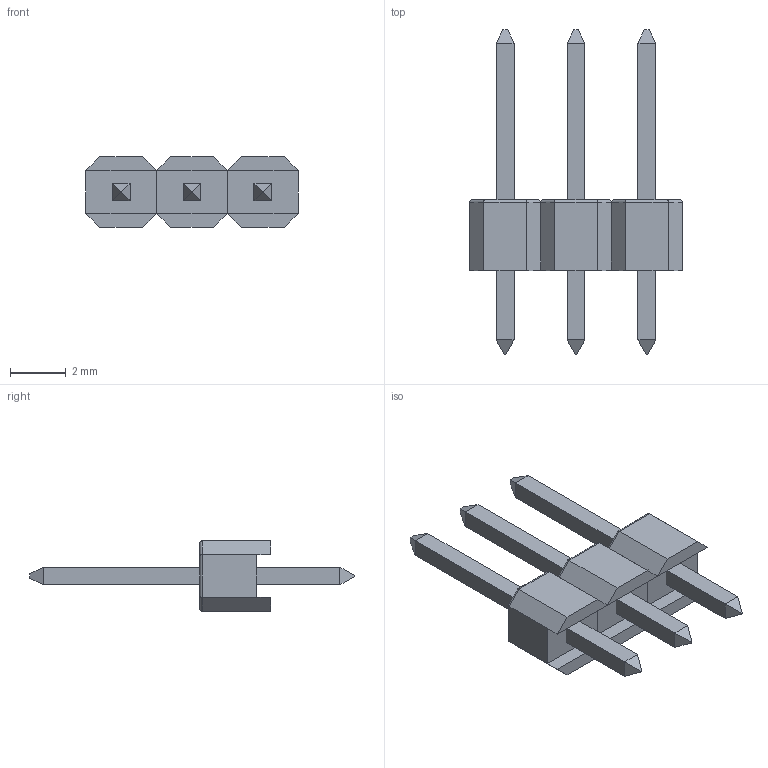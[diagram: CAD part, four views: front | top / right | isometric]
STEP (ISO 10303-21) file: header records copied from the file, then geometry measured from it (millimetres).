
FILE_DESCRIPTION (( 'STEP AP214' ), '1' );
FILE_NAME ('PR20C03VBDN.STEP', '2019-04-23T18:01:57', ( '' ), ( '' ), 'SwSTEP 2.0', 'SolidWorks 2014', '' );
FILE_SCHEMA (( 'AUTOMOTIVE_DESIGN' ));
Length unit declared in the file: millimetre
Products named in the file (2): PR20203VBNN; PR20C03VBDN
Assembly tree (3 placements, depth 2):
  PR20C03VBDN
    PR20203VBNN  x3
Bounding box: 7.62 x 11.64 x 2.54 mm (x, y, z)
Volume: 53 mm3; surface area: 195.3 mm2
Topology: 9 solids, 9 shells, 126 faces, 264 edges, 156 vertices
Faces by surface type: plane 102, cylinder 24
Entity records: 1172 total; most frequent: CARTESIAN_POINT 212, ORIENTED_EDGE 176, DIRECTION 176, EDGE_CURVE 88, VECTOR 80, LINE 80, VERTEX_POINT 52, AXIS2_PLACEMENT_3D 48
